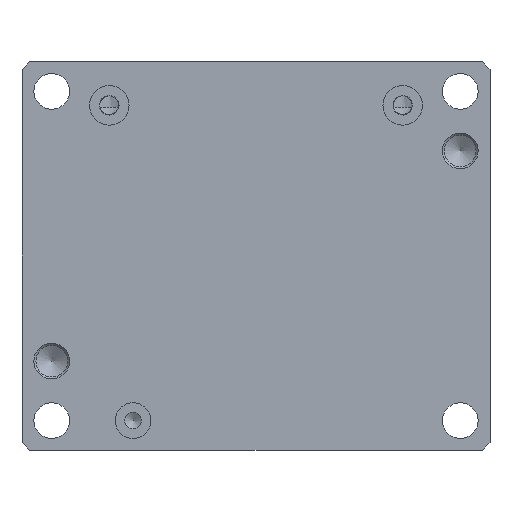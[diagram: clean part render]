
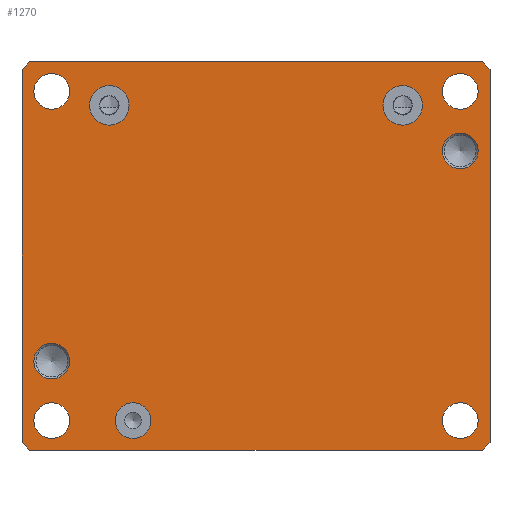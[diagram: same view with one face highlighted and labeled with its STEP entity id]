
A CAD part, front view. The second image highlights one B-rep face of the part: STEP entity #1270.
In plain terms, the highlighted planar face has unit normal (0, -1, 0).
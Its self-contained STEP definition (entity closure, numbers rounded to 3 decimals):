
#1000=CARTESIAN_POINT('',(42.,0.0,38.0));
#1001=VERTEX_POINT('',#1000);
#1002=CARTESIAN_POINT('',(37.,0.0,38.0));
#1003=DIRECTION('',(0.0,1.0,0.0));
#1004=DIRECTION('',(-1.0,0.0,0.0));
#1005=AXIS2_PLACEMENT_3D('',#1002,#1003,#1004);
#1006=CIRCLE('',#1005,5.0);
#1007=EDGE_CURVE('',#1001,#1001,#1006,.T.);
#1040=CARTESIAN_POINT('',(-32.,0.0,38.));
#1041=VERTEX_POINT('',#1040);
#1042=CARTESIAN_POINT('',(-37.,0.0,38.));
#1043=DIRECTION('',(0.0,1.0,0.0));
#1044=DIRECTION('',(-1.0,0.0,0.0));
#1045=AXIS2_PLACEMENT_3D('',#1042,#1043,#1044);
#1046=CIRCLE('',#1045,5.0);
#1047=EDGE_CURVE('',#1041,#1041,#1046,.T.);
#1080=CARTESIAN_POINT('',(-26.5,0.0,-41.5));
#1081=VERTEX_POINT('',#1080);
#1082=CARTESIAN_POINT('',(-31.0,0.0,-41.5));
#1083=DIRECTION('',(0.0,1.0,0.0));
#1084=DIRECTION('',(-1.0,0.0,0.0));
#1085=AXIS2_PLACEMENT_3D('',#1082,#1083,#1084);
#1086=CIRCLE('',#1085,4.5);
#1087=EDGE_CURVE('',#1081,#1081,#1086,.T.);
#1120=CARTESIAN_POINT('',(56.,0.0,26.5));
#1121=VERTEX_POINT('',#1120);
#1122=CARTESIAN_POINT('',(51.5,0.0,26.5));
#1123=DIRECTION('',(0.0,-1.0,0.0));
#1124=DIRECTION('',(-1.0,0.0,0.0));
#1125=AXIS2_PLACEMENT_3D('',#1122,#1123,#1124);
#1126=CIRCLE('',#1125,4.5);
#1127=EDGE_CURVE('',#1121,#1121,#1126,.T.);
#1132=CARTESIAN_POINT('',(0.,0.0,0.));
#1133=DIRECTION('',(0.0,1.0,0.0));
#1134=DIRECTION('',(0.0,0.0,1.0));
#1135=AXIS2_PLACEMENT_3D('',#1132,#1133,#1134);
#1136=PLANE('',#1135);
#1137=CARTESIAN_POINT('',(-59.,0.0,47.));
#1138=VERTEX_POINT('',#1137);
#1139=CARTESIAN_POINT('',(-59.,0.0,-47.));
#1140=VERTEX_POINT('',#1139);
#1141=CARTESIAN_POINT('',(-59.,0.0,47.));
#1142=DIRECTION('',(0.0,0.0,-1.0));
#1143=VECTOR('',#1142,94.);
#1144=LINE('',#1141,#1143);
#1145=EDGE_CURVE('',#1138,#1140,#1144,.T.);
#1146=ORIENTED_EDGE('',*,*,#1145,.T.);
#1147=CARTESIAN_POINT('',(-57.,0.0,-49.));
#1148=VERTEX_POINT('',#1147);
#1149=CARTESIAN_POINT('',(-59.,0.0,-47.));
#1150=DIRECTION('',(0.707,0.0,-0.707));
#1151=VECTOR('',#1150,2.828);
#1152=LINE('',#1149,#1151);
#1153=EDGE_CURVE('',#1140,#1148,#1152,.T.);
#1154=ORIENTED_EDGE('',*,*,#1153,.T.);
#1155=CARTESIAN_POINT('',(57.,0.0,-49.));
#1156=VERTEX_POINT('',#1155);
#1157=CARTESIAN_POINT('',(-57.,0.0,-49.));
#1158=DIRECTION('',(1.0,0.0,0.0));
#1159=VECTOR('',#1158,114.);
#1160=LINE('',#1157,#1159);
#1161=EDGE_CURVE('',#1148,#1156,#1160,.T.);
#1162=ORIENTED_EDGE('',*,*,#1161,.T.);
#1163=CARTESIAN_POINT('',(59.,0.0,-47.));
#1164=VERTEX_POINT('',#1163);
#1165=CARTESIAN_POINT('',(57.,0.0,-49.));
#1166=DIRECTION('',(0.707,0.0,0.707));
#1167=VECTOR('',#1166,2.828);
#1168=LINE('',#1165,#1167);
#1169=EDGE_CURVE('',#1156,#1164,#1168,.T.);
#1170=ORIENTED_EDGE('',*,*,#1169,.T.);
#1171=CARTESIAN_POINT('',(59.,0.0,47.));
#1172=VERTEX_POINT('',#1171);
#1173=CARTESIAN_POINT('',(59.,0.0,-47.));
#1174=DIRECTION('',(0.0,0.0,1.0));
#1175=VECTOR('',#1174,94.);
#1176=LINE('',#1173,#1175);
#1177=EDGE_CURVE('',#1164,#1172,#1176,.T.);
#1178=ORIENTED_EDGE('',*,*,#1177,.T.);
#1179=CARTESIAN_POINT('',(57.,0.0,49.));
#1180=VERTEX_POINT('',#1179);
#1181=CARTESIAN_POINT('',(59.,0.0,47.));
#1182=DIRECTION('',(-0.707,0.0,0.707));
#1183=VECTOR('',#1182,2.828);
#1184=LINE('',#1181,#1183);
#1185=EDGE_CURVE('',#1172,#1180,#1184,.T.);
#1186=ORIENTED_EDGE('',*,*,#1185,.T.);
#1187=CARTESIAN_POINT('',(-57.,0.0,49.));
#1188=VERTEX_POINT('',#1187);
#1189=CARTESIAN_POINT('',(57.,0.0,49.));
#1190=DIRECTION('',(-1.0,0.0,0.0));
#1191=VECTOR('',#1190,114.);
#1192=LINE('',#1189,#1191);
#1193=EDGE_CURVE('',#1180,#1188,#1192,.T.);
#1194=ORIENTED_EDGE('',*,*,#1193,.T.);
#1195=CARTESIAN_POINT('',(-57.,0.0,49.));
#1196=DIRECTION('',(-0.707,0.0,-0.707));
#1197=VECTOR('',#1196,2.828);
#1198=LINE('',#1195,#1197);
#1199=EDGE_CURVE('',#1188,#1138,#1198,.T.);
#1200=ORIENTED_EDGE('',*,*,#1199,.T.);
#1201=EDGE_LOOP('',(#1146,#1154,#1162,#1170,#1178,#1186,#1194,#1200));
#1202=FACE_OUTER_BOUND('',#1201,.T.);
#1203=ORIENTED_EDGE('',*,*,#1007,.T.);
#1204=EDGE_LOOP('',(#1203));
#1205=FACE_BOUND('',#1204,.T.);
#1206=ORIENTED_EDGE('',*,*,#1047,.T.);
#1207=EDGE_LOOP('',(#1206));
#1208=FACE_BOUND('',#1207,.T.);
#1209=ORIENTED_EDGE('',*,*,#1087,.T.);
#1210=EDGE_LOOP('',(#1209));
#1211=FACE_BOUND('',#1210,.T.);
#1212=CARTESIAN_POINT('',(-47.,0.0,-26.5));
#1213=VERTEX_POINT('',#1212);
#1214=CARTESIAN_POINT('',(-51.5,0.0,-26.5));
#1215=DIRECTION('',(0.0,-1.0,0.0));
#1216=DIRECTION('',(-1.0,0.0,0.0));
#1217=AXIS2_PLACEMENT_3D('',#1214,#1215,#1216);
#1218=CIRCLE('',#1217,4.5);
#1219=EDGE_CURVE('',#1213,#1213,#1218,.T.);
#1220=ORIENTED_EDGE('',*,*,#1219,.F.);
#1221=EDGE_LOOP('',(#1220));
#1222=FACE_BOUND('',#1221,.T.);
#1223=CARTESIAN_POINT('',(-47.,0.0,41.5));
#1224=VERTEX_POINT('',#1223);
#1225=CARTESIAN_POINT('',(-51.5,0.0,41.5));
#1226=DIRECTION('',(0.0,1.0,0.0));
#1227=DIRECTION('',(-1.0,0.0,0.0));
#1228=AXIS2_PLACEMENT_3D('',#1225,#1226,#1227);
#1229=CIRCLE('',#1228,4.5);
#1230=EDGE_CURVE('',#1224,#1224,#1229,.T.);
#1231=ORIENTED_EDGE('',*,*,#1230,.T.);
#1232=EDGE_LOOP('',(#1231));
#1233=FACE_BOUND('',#1232,.T.);
#1234=CARTESIAN_POINT('',(56.,0.0,41.5));
#1235=VERTEX_POINT('',#1234);
#1236=CARTESIAN_POINT('',(51.5,0.0,41.5));
#1237=DIRECTION('',(0.0,1.0,0.0));
#1238=DIRECTION('',(-1.0,0.0,0.0));
#1239=AXIS2_PLACEMENT_3D('',#1236,#1237,#1238);
#1240=CIRCLE('',#1239,4.5);
#1241=EDGE_CURVE('',#1235,#1235,#1240,.T.);
#1242=ORIENTED_EDGE('',*,*,#1241,.T.);
#1243=EDGE_LOOP('',(#1242));
#1244=FACE_BOUND('',#1243,.T.);
#1245=CARTESIAN_POINT('',(56.,0.0,-41.5));
#1246=VERTEX_POINT('',#1245);
#1247=CARTESIAN_POINT('',(51.5,0.0,-41.5));
#1248=DIRECTION('',(0.0,1.0,0.0));
#1249=DIRECTION('',(-1.0,0.0,0.0));
#1250=AXIS2_PLACEMENT_3D('',#1247,#1248,#1249);
#1251=CIRCLE('',#1250,4.5);
#1252=EDGE_CURVE('',#1246,#1246,#1251,.T.);
#1253=ORIENTED_EDGE('',*,*,#1252,.T.);
#1254=EDGE_LOOP('',(#1253));
#1255=FACE_BOUND('',#1254,.T.);
#1256=CARTESIAN_POINT('',(-47.,0.0,-41.5));
#1257=VERTEX_POINT('',#1256);
#1258=CARTESIAN_POINT('',(-51.5,0.0,-41.5));
#1259=DIRECTION('',(0.0,1.0,0.0));
#1260=DIRECTION('',(-1.0,0.0,0.0));
#1261=AXIS2_PLACEMENT_3D('',#1258,#1259,#1260);
#1262=CIRCLE('',#1261,4.5);
#1263=EDGE_CURVE('',#1257,#1257,#1262,.T.);
#1264=ORIENTED_EDGE('',*,*,#1263,.T.);
#1265=EDGE_LOOP('',(#1264));
#1266=FACE_BOUND('',#1265,.T.);
#1267=ORIENTED_EDGE('',*,*,#1127,.F.);
#1268=EDGE_LOOP('',(#1267));
#1269=FACE_BOUND('',#1268,.T.);
#1270=ADVANCED_FACE('',(#1202,#1205,#1208,#1211,#1222,#1233,#1244,#1255,#1266,#1269),#1136,.F.);
